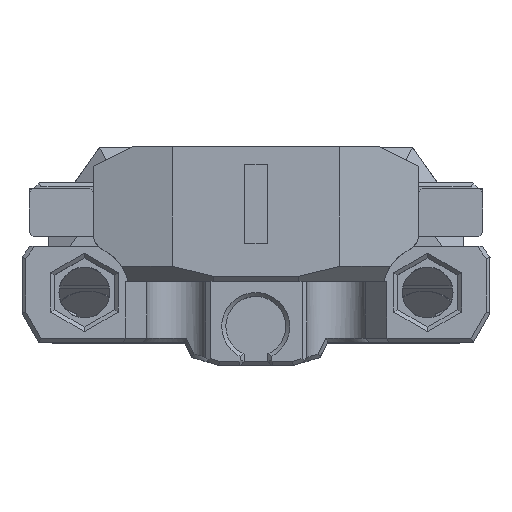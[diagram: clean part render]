
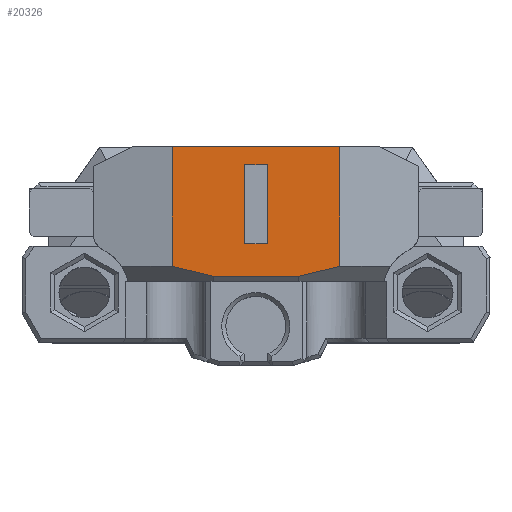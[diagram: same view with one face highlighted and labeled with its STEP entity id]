
A CAD part, top view. The second image highlights one B-rep face of the part: STEP entity #20326.
In plain terms, the highlighted face is planar.
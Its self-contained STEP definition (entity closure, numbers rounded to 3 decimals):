
#57=FACE_BOUND('',#2713,.T.);
#588=PLANE('',#21841);
#1580=FACE_OUTER_BOUND('',#2712,.T.);
#2712=EDGE_LOOP('',(#16057,#16058,#16059,#16060,#16061,#16062));
#2713=EDGE_LOOP('',(#16063,#16064,#16065,#16066));
#4471=LINE('',#31534,#6762);
#4473=LINE('',#31538,#6764);
#4475=LINE('',#31542,#6766);
#4477=LINE('',#31545,#6768);
#4642=LINE('',#31938,#6933);
#4654=LINE('',#32059,#6945);
#4655=LINE('',#32062,#6946);
#4656=LINE('',#32064,#6947);
#4657=LINE('',#32066,#6948);
#4658=LINE('',#32067,#6949);
#6762=VECTOR('',#24945,10.);
#6764=VECTOR('',#24949,10.);
#6766=VECTOR('',#24953,10.);
#6768=VECTOR('',#24957,10.);
#6933=VECTOR('',#25334,10.);
#6945=VECTOR('',#25406,10.);
#6946=VECTOR('',#25409,10.);
#6947=VECTOR('',#25410,10.);
#6948=VECTOR('',#25411,10.);
#6949=VECTOR('',#25412,10.);
#9451=VERTEX_POINT('',#31531);
#9452=VERTEX_POINT('',#31533);
#9453=VERTEX_POINT('',#31537);
#9454=VERTEX_POINT('',#31541);
#9559=VERTEX_POINT('',#31935);
#9560=VERTEX_POINT('',#31937);
#9563=VERTEX_POINT('',#32057);
#9564=VERTEX_POINT('',#32061);
#9565=VERTEX_POINT('',#32063);
#9566=VERTEX_POINT('',#32065);
#11759=EDGE_CURVE('',#9451,#9452,#4471,.T.);
#11761=EDGE_CURVE('',#9452,#9453,#4473,.T.);
#11763=EDGE_CURVE('',#9454,#9453,#4475,.T.);
#11765=EDGE_CURVE('',#9451,#9454,#4477,.T.);
#11954=EDGE_CURVE('',#9559,#9560,#4642,.T.);
#11982=EDGE_CURVE('',#9559,#9563,#4654,.T.);
#11983=EDGE_CURVE('',#9563,#9564,#4655,.T.);
#11984=EDGE_CURVE('',#9565,#9564,#4656,.T.);
#11985=EDGE_CURVE('',#9566,#9565,#4657,.T.);
#11986=EDGE_CURVE('',#9566,#9560,#4658,.T.);
#16057=ORIENTED_EDGE('',*,*,#11982,.T.);
#16058=ORIENTED_EDGE('',*,*,#11983,.T.);
#16059=ORIENTED_EDGE('',*,*,#11984,.F.);
#16060=ORIENTED_EDGE('',*,*,#11985,.F.);
#16061=ORIENTED_EDGE('',*,*,#11986,.T.);
#16062=ORIENTED_EDGE('',*,*,#11954,.F.);
#16063=ORIENTED_EDGE('',*,*,#11765,.T.);
#16064=ORIENTED_EDGE('',*,*,#11763,.T.);
#16065=ORIENTED_EDGE('',*,*,#11761,.F.);
#16066=ORIENTED_EDGE('',*,*,#11759,.F.);
#20326=ADVANCED_FACE('',(#1580,#57),#588,.T.);
#21841=AXIS2_PLACEMENT_3D('',#32060,#25407,#25408);
#24945=DIRECTION('',(0.,0.,1.));
#24949=DIRECTION('',(1.,0.,0.));
#24953=DIRECTION('',(0.,0.,1.));
#24957=DIRECTION('',(1.,0.,0.));
#25334=DIRECTION('',(0.,0.,1.));
#25406=DIRECTION('',(-1.,0.,0.));
#25407=DIRECTION('center_axis',(0.,1.,0.));
#25408=DIRECTION('ref_axis',(1.,0.,0.));
#25409=DIRECTION('',(0.,0.,1.));
#25410=DIRECTION('',(-0.972,0.,-0.236));
#25411=DIRECTION('',(-1.,0.,0.));
#25412=DIRECTION('',(0.972,0.,-0.236));
#31531=CARTESIAN_POINT('',(5.573,65.083,-34.914));
#31533=CARTESIAN_POINT('',(5.573,65.083,-26.986));
#31534=CARTESIAN_POINT('',(5.573,65.083,-28.233));
#31537=CARTESIAN_POINT('',(7.833,65.083,-26.986));
#31538=CARTESIAN_POINT('',(6.699,65.083,-26.986));
#31541=CARTESIAN_POINT('',(7.833,65.083,-34.914));
#31542=CARTESIAN_POINT('',(7.833,65.083,-28.233));
#31545=CARTESIAN_POINT('',(7.607,65.083,-34.914));
#31935=CARTESIAN_POINT('',(15.09,65.083,-36.744));
#31937=CARTESIAN_POINT('',(15.09,65.083,-24.744));
#31938=CARTESIAN_POINT('',(15.09,65.083,-29.246));
#32057=CARTESIAN_POINT('',(-1.684,65.083,-36.744));
#32059=CARTESIAN_POINT('',(6.645,65.083,-36.744));
#32060=CARTESIAN_POINT('Origin',(6.715,65.083,-29.746));
#32061=CARTESIAN_POINT('',(-1.684,65.083,-24.744));
#32062=CARTESIAN_POINT('',(-1.684,65.083,-29.246));
#32063=CARTESIAN_POINT('',(2.439,65.083,-23.744));
#32064=CARTESIAN_POINT('',(1.936,65.083,-23.866));
#32065=CARTESIAN_POINT('',(10.967,65.083,-23.744));
#32066=CARTESIAN_POINT('',(6.733,65.083,-23.744));
#32067=CARTESIAN_POINT('',(11.47,65.083,-23.866));
